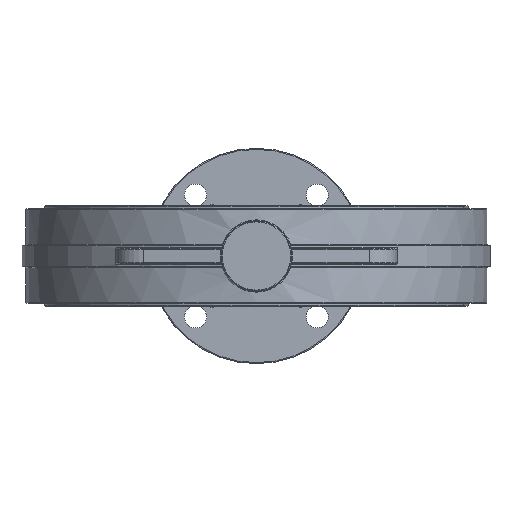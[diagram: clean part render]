
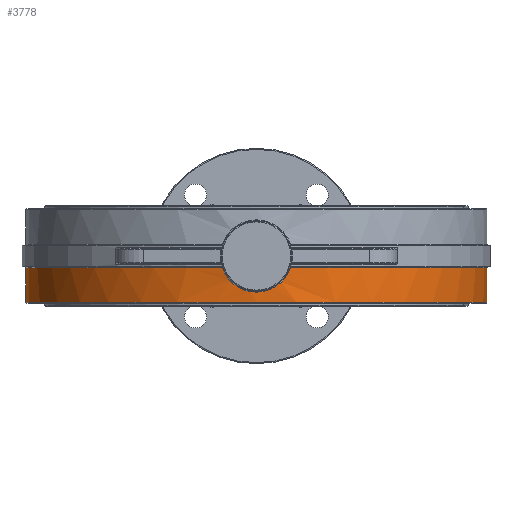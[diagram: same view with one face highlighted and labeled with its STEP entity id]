
A CAD part, front view. The second image highlights one B-rep face of the part: STEP entity #3778.
In plain terms, the highlighted cylindrical face has radius 187.325 mm (diameter 374.65 mm), a partial arc.
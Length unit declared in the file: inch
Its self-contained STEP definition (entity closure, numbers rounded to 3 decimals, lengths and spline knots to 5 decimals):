
#13 = CARTESIAN_POINT ( 'NONE',  ( 0., 0., -0.37375 ) ) ;
#270 = CARTESIAN_POINT ( 'NONE',  ( -0.46569, -7.36047, -1.05914 ) ) ;
#338 = CARTESIAN_POINT ( 'NONE',  ( 0.29473, -7.36933, -1.11935 ) ) ;
#401 = CARTESIAN_POINT ( 'NONE',  ( -1.04664, -7.30041, -0.48546 ) ) ;
#424 = VERTEX_POINT ( 'NONE', #6230 ) ;
#461 = CARTESIAN_POINT ( 'NONE',  ( 0.76351, -7.33541, -0.86598 ) ) ;
#513 = CARTESIAN_POINT ( 'NONE',  ( 0.38034, -7.36524, -1.09176 ) ) ;
#755 = EDGE_CURVE ( 'NONE', #5973, #424, #9568, .T. ) ;
#890 = B_SPLINE_CURVE_WITH_KNOTS ( 'NONE', 3,
 ( #11249, #1309, #1366, #7312, #8227, #6237, #10350, #3492, #2394, #5257, #461, #5385, #10165, #6290, #7446, #12346, #9188, #2338, #513, #338, #1498, #10281, #5202, #3251, #4410, #11381, #3425, #9315, #9129, #7197, #8348, #2526, #270, #12174, #7375, #11199, #11314, #4465, #3323, #6476, #5318, #4220, #9247, #12105, #11138, #401, #4354, #8295 ),
 .UNSPECIFIED., .F., .F.,
 ( 4, 2, 2, 2, 2, 2, 2, 2, 2, 2, 2, 2, 2, 2, 2, 2, 2, 2, 2, 2, 2, 2, 2, 4 ),
 ( 0., 0.00457, 0.00685, 0.00914, 0.01371, 0.01599, 0.01827, 0.02284, 0.02513, 0.02741, 0.03198, 0.03426, 0.03655, 0.04112, 0.0434, 0.04569, 0.05025, 0.05254, 0.05482, 0.05939, 0.06168, 0.06396, 0.06853, 0.0731 ),
 .UNSPECIFIED. ) ;
#1309 = CARTESIAN_POINT ( 'NONE',  ( 1.07017, -7.29697, -0.43077 ) ) ;
#1366 = CARTESIAN_POINT ( 'NONE',  ( 1.04653, -7.30042, -0.48578 ) ) ;
#1418 = VERTEX_POINT ( 'NONE', #6180 ) ;
#1498 = CARTESIAN_POINT ( 'NONE',  ( 0.23653, -7.37144, -1.13319 ) ) ;
#1613 = CARTESIAN_POINT ( 'NONE',  ( 0., 0., -0.37375 ) ) ;
#1720 = DIRECTION ( 'NONE',  ( 1., 0., 0. ) ) ;
#1764 = EDGE_CURVE ( 'NONE', #3563, #1418, #9609, .T. ) ;
#1829 = CIRCLE ( 'NONE', #9061, 7.375 ) ;
#1904 = DIRECTION ( 'NONE',  ( 0., 0., 1. ) ) ;
#1906 = ORIENTED_EDGE ( 'NONE', *, *, #755, .T. ) ;
#2338 = CARTESIAN_POINT ( 'NONE',  ( 0.40869, -7.36372, -1.08137 ) ) ;
#2394 = CARTESIAN_POINT ( 'NONE',  ( 0.8491, -7.32608, -0.78318 ) ) ;
#2526 = CARTESIAN_POINT ( 'NONE',  ( -0.41083, -7.36377, -1.08179 ) ) ;
#2628 = AXIS2_PLACEMENT_3D ( 'NONE', #10202, #6329, #7177 ) ;
#2994 = EDGE_LOOP ( 'NONE', ( #6642, #9160, #11139, #5329, #1906, #8932 ) ) ;
#3044 = DIRECTION ( 'NONE',  ( 0., 0., -1. ) ) ;
#3221 = VERTEX_POINT ( 'NONE', #5279 ) ;
#3251 = CARTESIAN_POINT ( 'NONE',  ( 0.05776, -7.37483, -1.15519 ) ) ;
#3323 = CARTESIAN_POINT ( 'NONE',  ( -0.76542, -7.3353, -0.8658 ) ) ;
#3425 = CARTESIAN_POINT ( 'NONE',  ( -0.12058, -7.37425, -1.15146 ) ) ;
#3492 = CARTESIAN_POINT ( 'NONE',  ( 0.88797, -7.32144, -0.73843 ) ) ;
#3563 = VERTEX_POINT ( 'NONE', #8797 ) ;
#3778 = ADVANCED_FACE ( 'NONE', ( #11179 ), #9170, .T. ) ;
#4220 = CARTESIAN_POINT ( 'NONE',  ( -0.88829, -7.32134, -0.73625 ) ) ;
#4354 = CARTESIAN_POINT ( 'NONE',  ( -1.07017, -7.29697, -0.43077 ) ) ;
#4410 = CARTESIAN_POINT ( 'NONE',  ( 0.02795, -7.37501, -1.1563 ) ) ;
#4465 = CARTESIAN_POINT ( 'NONE',  ( -0.72019, -7.33991, -0.90411 ) ) ;
#4676 = DIRECTION ( 'NONE',  ( 0., 0., -1. ) ) ;
#4693 = DIRECTION ( 'NONE',  ( 0., 0., -1. ) ) ;
#4865 = EDGE_CURVE ( 'NONE', #3563, #7377, #9590, .T. ) ;
#5064 = CARTESIAN_POINT ( 'NONE',  ( 7.375, 0., -1.48225 ) ) ;
#5156 = CIRCLE ( 'NONE', #12365, 7.375 ) ;
#5202 = CARTESIAN_POINT ( 'NONE',  ( 0.11751, -7.37412, -1.15061 ) ) ;
#5257 = CARTESIAN_POINT ( 'NONE',  ( 0.78556, -7.33307, -0.84584 ) ) ;
#5279 = CARTESIAN_POINT ( 'NONE',  ( -1.08956, -7.29407, -0.37375 ) ) ;
#5318 = CARTESIAN_POINT ( 'NONE',  ( -0.84912, -7.32598, -0.78146 ) ) ;
#5329 = ORIENTED_EDGE ( 'NONE', *, *, #6133, .T. ) ;
#5342 = VECTOR ( 'NONE', #4693, 39.37008 ) ;
#5385 = CARTESIAN_POINT ( 'NONE',  ( 0.71759, -7.34004, -0.90472 ) ) ;
#5755 = DIRECTION ( 'NONE',  ( 0., 0., -1. ) ) ;
#5973 = VERTEX_POINT ( 'NONE', #12282 ) ;
#6133 = EDGE_CURVE ( 'NONE', #3221, #5973, #5156, .T. ) ;
#6180 = CARTESIAN_POINT ( 'NONE',  ( 1.08956, -7.29407, -0.37375 ) ) ;
#6230 = CARTESIAN_POINT ( 'NONE',  ( -7.375, 0., -1.48225 ) ) ;
#6237 = CARTESIAN_POINT ( 'NONE',  ( 0.9579, -7.31255, -0.64223 ) ) ;
#6290 = CARTESIAN_POINT ( 'NONE',  ( 0.62144, -7.34893, -0.9752 ) ) ;
#6329 = DIRECTION ( 'NONE',  ( 0., 0., -1. ) ) ;
#6476 = CARTESIAN_POINT ( 'NONE',  ( -0.82876, -7.32832, -0.80319 ) ) ;
#6642 = ORIENTED_EDGE ( 'NONE', *, *, #4865, .F. ) ;
#6729 = AXIS2_PLACEMENT_3D ( 'NONE', #13, #4676, #7838 ) ;
#7177 = DIRECTION ( 'NONE',  ( -1., 0., 0. ) ) ;
#7197 = CARTESIAN_POINT ( 'NONE',  ( -0.29713, -7.36907, -1.11749 ) ) ;
#7312 = CARTESIAN_POINT ( 'NONE',  ( 1.00479, -7.30624, -0.56536 ) ) ;
#7375 = CARTESIAN_POINT ( 'NONE',  ( -0.57147, -7.35287, -1.00423 ) ) ;
#7377 = VERTEX_POINT ( 'NONE', #5064 ) ;
#7446 = CARTESIAN_POINT ( 'NONE',  ( 0.57074, -7.35307, -1.00596 ) ) ;
#7838 = DIRECTION ( 'NONE',  ( 1., 0., 0. ) ) ;
#7872 = EDGE_CURVE ( 'NONE', #424, #7377, #1829, .T. ) ;
#8227 = CARTESIAN_POINT ( 'NONE',  ( 0.98977, -7.3083, -0.59148 ) ) ;
#8295 = CARTESIAN_POINT ( 'NONE',  ( -1.08956, -7.29407, -0.37375 ) ) ;
#8348 = CARTESIAN_POINT ( 'NONE',  ( -0.32589, -7.36785, -1.10937 ) ) ;
#8632 = CARTESIAN_POINT ( 'NONE',  ( 0., 0., -1.48225 ) ) ;
#8797 = CARTESIAN_POINT ( 'NONE',  ( 7.375, 0., -0.37375 ) ) ;
#8932 = ORIENTED_EDGE ( 'NONE', *, *, #7872, .T. ) ;
#9061 = AXIS2_PLACEMENT_3D ( 'NONE', #8632, #1904, #1720 ) ;
#9129 = CARTESIAN_POINT ( 'NONE',  ( -0.2387, -7.37119, -1.13153 ) ) ;
#9160 = ORIENTED_EDGE ( 'NONE', *, *, #1764, .T. ) ;
#9170 = CYLINDRICAL_SURFACE ( 'NONE', #2628, 7.375 ) ;
#9188 = CARTESIAN_POINT ( 'NONE',  ( 0.4641, -7.36044, -1.05858 ) ) ;
#9247 = CARTESIAN_POINT ( 'NONE',  ( -0.90712, -7.31902, -0.71271 ) ) ;
#9315 = CARTESIAN_POINT ( 'NONE',  ( -0.20913, -7.37209, -1.13741 ) ) ;
#9533 = CARTESIAN_POINT ( 'NONE',  ( 7.375, 0., 1.5135 ) ) ;
#9568 = LINE ( 'NONE', #12673, #10622 ) ;
#9590 = LINE ( 'NONE', #9533, #5342 ) ;
#9609 = CIRCLE ( 'NONE', #6729, 7.375 ) ;
#9694 = DIRECTION ( 'NONE',  ( 1., 0., 0. ) ) ;
#10165 = CARTESIAN_POINT ( 'NONE',  ( 0.69397, -7.34232, -0.9231 ) ) ;
#10202 = CARTESIAN_POINT ( 'NONE',  ( 0., 0., 1.5135 ) ) ;
#10281 = CARTESIAN_POINT ( 'NONE',  ( 0.14754, -7.37358, -1.14711 ) ) ;
#10350 = CARTESIAN_POINT ( 'NONE',  ( 0.94107, -7.31473, -0.66684 ) ) ;
#10622 = VECTOR ( 'NONE', #3044, 39.37008 ) ;
#11138 = CARTESIAN_POINT ( 'NONE',  ( -0.99171, -7.30807, -0.59042 ) ) ;
#11139 = ORIENTED_EDGE ( 'NONE', *, *, #11364, .T. ) ;
#11179 = FACE_OUTER_BOUND ( 'NONE', #2994, .T. ) ;
#11199 = CARTESIAN_POINT ( 'NONE',  ( -0.62279, -7.3487, -0.97297 ) ) ;
#11249 = CARTESIAN_POINT ( 'NONE',  ( 1.08956, -7.29407, -0.37375 ) ) ;
#11314 = CARTESIAN_POINT ( 'NONE',  ( -0.64775, -7.34654, -0.95638 ) ) ;
#11364 = EDGE_CURVE ( 'NONE', #1418, #3221, #890, .T. ) ;
#11381 = CARTESIAN_POINT ( 'NONE',  ( -0.06131, -7.37499, -1.15615 ) ) ;
#12105 = CARTESIAN_POINT ( 'NONE',  ( -0.9603, -7.3123, -0.64069 ) ) ;
#12174 = CARTESIAN_POINT ( 'NONE',  ( -0.54535, -7.35486, -1.01876 ) ) ;
#12282 = CARTESIAN_POINT ( 'NONE',  ( -7.375, 0., -0.37375 ) ) ;
#12346 = CARTESIAN_POINT ( 'NONE',  ( 0.4912, -7.35867, -1.04617 ) ) ;
#12365 = AXIS2_PLACEMENT_3D ( 'NONE', #1613, #5755, #9694 ) ;
#12673 = CARTESIAN_POINT ( 'NONE',  ( -7.375, 0., 1.5135 ) ) ;
